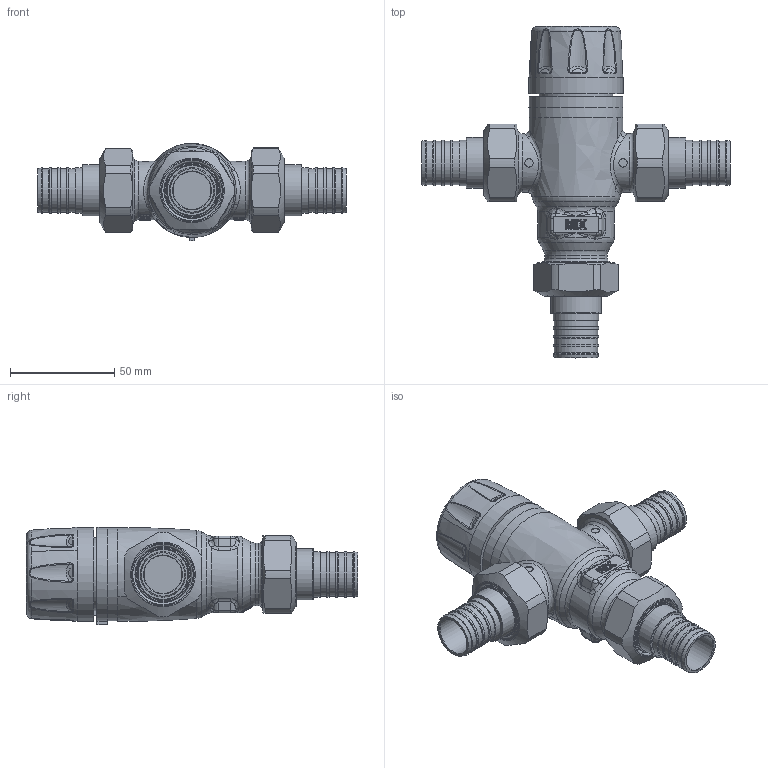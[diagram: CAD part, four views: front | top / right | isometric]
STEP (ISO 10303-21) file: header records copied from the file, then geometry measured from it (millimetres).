
FILE_DESCRIPTION(/* description */ (''),/* implementation_level */ '2;1');
FILE_NAME(/* name */ '521607A_Simplify_1.stp',/* time_stamp */ '2025-07-31T08:34:05-05:00',/* author */ ('ischreiner'),/* organization */ (''),/* preprocessor_version */ 'ST-DEVELOPER v20',/* originating_system */ 'Autodesk Inventor 2025',/* authorisation */ '');
FILE_SCHEMA (('AUTOMOTIVE_DESIGN { 1 0 10303 214 3 1 1 }'));
Length unit declared in the file: inch
Products named in the file (1): 521607AC_Simplify_1
Bounding box: 147.68 x 158.89 x 46.5 mm (x, y, z)
Volume: 225561.6 mm3; surface area: 54314.9 mm2
Topology: 7 solids, 7 shells, 1345 faces, 3071 edges, 1699 vertices
Faces by surface type: bspline 511, cylinder 405, plane 226, torus 78, sphere 68, cone 57
Full cylindrical faces by diameter (mm): 2 x1, 4 x2, 8 x1, 9 x1, 18.161 x3, 19.812 x3, 20.701 x12, 21.742 x15, 24.384 x3, 26.416 x3, 26.924 x3, 28 x2, 29.972 x3, 30 x1, 30.302 x3, 31 x1, 33.1 x3, 45 x2
Entity records: 76357 total; most frequent: CARTESIAN_POINT 47323, ORIENTED_EDGE 5930, DIRECTION 5435, EDGE_CURVE 2965, AXIS2_PLACEMENT_3D 2294, VERTEX_POINT 1699, EDGE_LOOP 1422, STYLED_ITEM 1352
